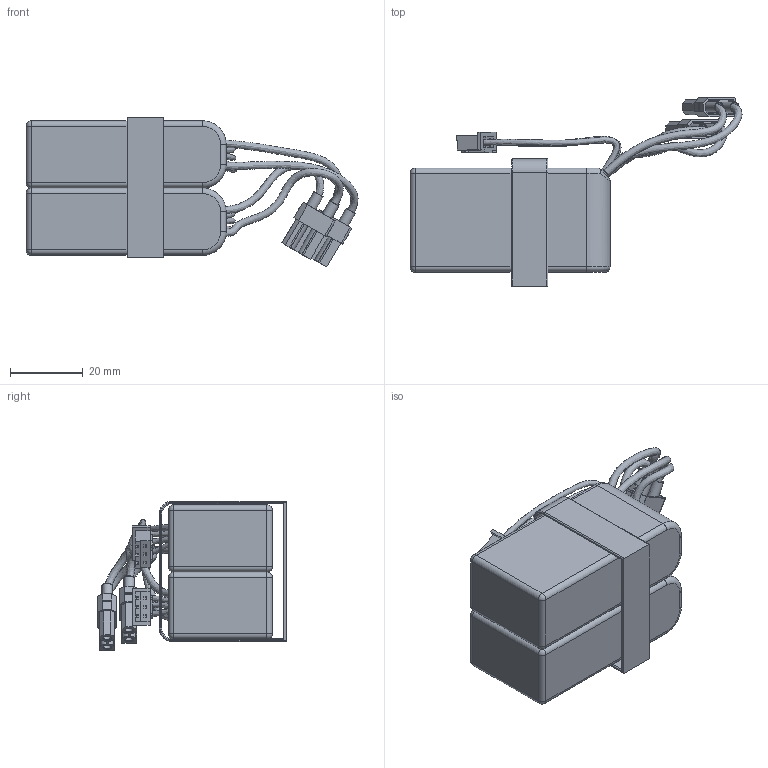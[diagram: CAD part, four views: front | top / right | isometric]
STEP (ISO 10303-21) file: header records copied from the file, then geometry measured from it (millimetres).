
FILE_DESCRIPTION(/* description */ (''),/* implementation_level */ '2;1');
FILE_NAME(/* name */ '2xLi-Po_Battery+strap_v5.step',/* time_stamp */ '2022-03-24T12:49:20+04:00',/* author */ (''),/* organization */ (''),/* preprocessor_version */ 'ST-DEVELOPER v18.1',/* originating_system */ 'Autodesk Translation Framework v10.13.0.1454',/* authorisation */ '');
FILE_SCHEMA (('AUTOMOTIVE_DESIGN { 1 0 10303 214 3 1 1 }'));
Length unit declared in the file: millimetre
Products named in the file (21): 2 x Li-Po Battery + strap; Li-Po Battery 7.4v; Battery strap v1; Li-Po Battery 7.4v (1); Electro Wiring; JST - XH 3pin 2.5mm v4; JST - XH Female 3pin 2.5mm; JST - XH 3pin 2.5mm v4 (1); JST - XH Female 3pin 2.5mm (1); Wiring Battery 1; Wiring Battery 2; XT30 Male Connector v2; XT30 Male Connector; XT30_Stecker; XT30_Buchse (1); XT30_Buchse; XT30 Male Connector v2 (1); XT30 Male Connector (1); XT30_Stecker (1); XT30_Buchse (1) (1); XT30_Buchse (2)
Assembly tree (20 placements, depth 6):
  2 x Li-Po Battery + strap
    Li-Po Battery 7.4v
    Battery strap v1
    Li-Po Battery 7.4v (1)
    Electro Wiring
      JST - XH 3pin 2.5mm v4
        JST - XH Female 3pin 2.5mm
      JST - XH 3pin 2.5mm v4 (1)
        JST - XH Female 3pin 2.5mm (1)
      Wiring Battery 1
      Wiring Battery 2
      XT30 Male Connector v2
        XT30 Male Connector
          XT30_Stecker
          XT30_Buchse (1)
            XT30_Buchse
      XT30 Male Connector v2 (1)
        XT30 Male Connector (1)
          XT30_Stecker (1)
          XT30_Buchse (1) (1)
            XT30_Buchse (2)
Bounding box: 91.26 x 51.81 x 41.22 mm (x, y, z)
Volume: 60081.2 mm3; surface area: 20800.1 mm2
Topology: 21 solids, 21 shells, 640 faces, 1610 edges, 992 vertices
Faces by surface type: plane 362, cylinder 204, sphere 32, bspline 22, torus 16, cone 4
Full cylindrical faces by diameter (mm): 1.2 x6, 1.3 x6, 1.65 x4, 2 x12, 2.5 x4, 2.9 x4
Entity records: 23638 total; most frequent: CARTESIAN_POINT 7503, DIRECTION 3346, ORIENTED_EDGE 3156, EDGE_CURVE 1578, AXIS2_PLACEMENT_3D 1143, LINE 1060, VECTOR 1060, VERTEX_POINT 992
